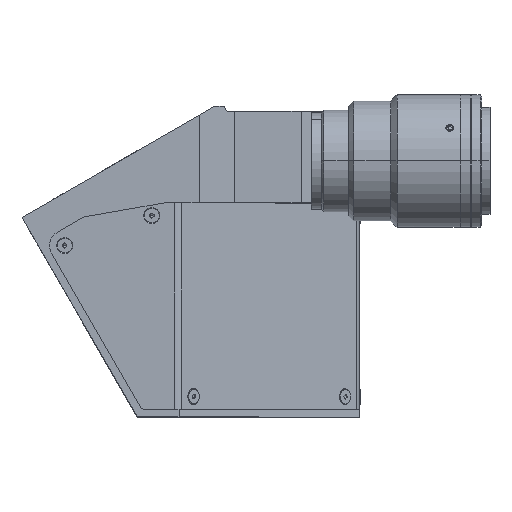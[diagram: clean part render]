
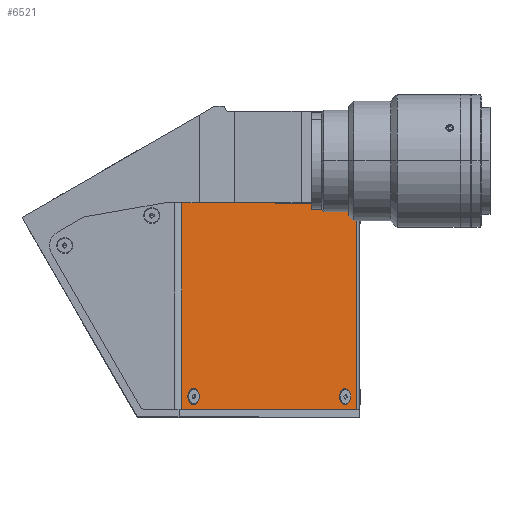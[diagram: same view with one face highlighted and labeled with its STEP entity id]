
A CAD part, top view. The second image highlights one B-rep face of the part: STEP entity #6521.
In plain terms, the highlighted planar face has unit normal (0.707, 0, 0.707).
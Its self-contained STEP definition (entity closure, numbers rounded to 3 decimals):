
#108 = CARTESIAN_POINT ( 'NONE',  ( -13.13, -44., 276.534 ) ) ;
#224 = DIRECTION ( 'NONE',  ( 0.707, 0., 0.707 ) ) ;
#533 = CARTESIAN_POINT ( 'NONE',  ( -13.13, -44., 276.534 ) ) ;
#536 = DIRECTION ( 'NONE',  ( 0.707, 0., -0.707 ) ) ;
#1181 = CARTESIAN_POINT ( 'NONE',  ( -10.903, -44., 274.307 ) ) ;
#1225 = VERTEX_POINT ( 'NONE', #1357 ) ;
#1302 = VECTOR ( 'NONE', #13530, 1000. ) ;
#1357 = CARTESIAN_POINT ( 'NONE',  ( -17.615, -49., 281.02 ) ) ;
#1383 = DIRECTION ( 'NONE',  ( 0., 1., 0. ) ) ;
#1641 = LINE ( 'NONE', #9473, #10501 ) ;
#1704 = DIRECTION ( 'NONE',  ( 0.707, 0., 0.707 ) ) ;
#1912 = EDGE_CURVE ( 'NONE', #12874, #8869, #13460, .T. ) ;
#2023 = AXIS2_PLACEMENT_3D ( 'NONE', #108, #5606, #3632 ) ;
#2762 = CIRCLE ( 'NONE', #9751, 3.15 ) ;
#3068 = VECTOR ( 'NONE', #1383, 1000. ) ;
#3070 = DIRECTION ( 'NONE',  ( 0.707, 0., -0.707 ) ) ;
#3307 = EDGE_CURVE ( 'NONE', #8539, #8869, #1641, .T. ) ;
#3632 = DIRECTION ( 'NONE',  ( 0.707, 0., -0.707 ) ) ;
#3910 = EDGE_CURVE ( 'NONE', #4142, #8962, #6411, .T. ) ;
#4142 = VERTEX_POINT ( 'NONE', #14293 ) ;
#4163 = EDGE_LOOP ( 'NONE', ( #10175, #7909 ) ) ;
#4242 = CARTESIAN_POINT ( 'NONE',  ( 52., -49., 211.404 ) ) ;
#4701 = CARTESIAN_POINT ( 'NONE',  ( 50.828, -49., 212.576 ) ) ;
#4856 = ORIENTED_EDGE ( 'NONE', *, *, #1912, .T. ) ;
#5299 = AXIS2_PLACEMENT_3D ( 'NONE', #6504, #13093, #13018 ) ;
#5606 = DIRECTION ( 'NONE',  ( 0.707, 0., 0.707 ) ) ;
#5680 = CARTESIAN_POINT ( 'NONE',  ( -15.357, -44., 278.762 ) ) ;
#6388 = VERTEX_POINT ( 'NONE', #1181 ) ;
#6411 = CIRCLE ( 'NONE', #7563, 3.15 ) ;
#6504 = CARTESIAN_POINT ( 'NONE',  ( 46.343, -44., 217.061 ) ) ;
#6521 = ADVANCED_FACE ( 'NONE', ( #9448, #9374, #13833 ), #10686, .F. ) ;
#7134 = EDGE_LOOP ( 'NONE', ( #13263, #8213 ) ) ;
#7377 = AXIS2_PLACEMENT_3D ( 'NONE', #8499, #14049, #11855 ) ;
#7563 = AXIS2_PLACEMENT_3D ( 'NONE', #10247, #224, #11410 ) ;
#7630 = CIRCLE ( 'NONE', #2023, 3.15 ) ;
#7909 = ORIENTED_EDGE ( 'NONE', *, *, #3910, .F. ) ;
#7965 = EDGE_CURVE ( 'NONE', #8539, #1225, #11321, .T. ) ;
#8213 = ORIENTED_EDGE ( 'NONE', *, *, #12443, .F. ) ;
#8224 = ORIENTED_EDGE ( 'NONE', *, *, #3307, .F. ) ;
#8269 = EDGE_CURVE ( 'NONE', #8962, #4142, #11600, .T. ) ;
#8297 = CARTESIAN_POINT ( 'NONE',  ( 50.828, 32., 212.576 ) ) ;
#8299 = EDGE_CURVE ( 'NONE', #1225, #12874, #8558, .T. ) ;
#8370 = VERTEX_POINT ( 'NONE', #5680 ) ;
#8499 = CARTESIAN_POINT ( 'NONE',  ( 52., 32., 211.404 ) ) ;
#8539 = VERTEX_POINT ( 'NONE', #10514 ) ;
#8558 = LINE ( 'NONE', #4242, #12776 ) ;
#8869 = VERTEX_POINT ( 'NONE', #8297 ) ;
#8871 = EDGE_CURVE ( 'NONE', #6388, #8370, #2762, .T. ) ;
#8962 = VERTEX_POINT ( 'NONE', #11514 ) ;
#9374 = FACE_BOUND ( 'NONE', #4163, .T. ) ;
#9448 = FACE_BOUND ( 'NONE', #7134, .T. ) ;
#9473 = CARTESIAN_POINT ( 'NONE',  ( 52., 32., 211.404 ) ) ;
#9751 = AXIS2_PLACEMENT_3D ( 'NONE', #533, #1704, #12753 ) ;
#10175 = ORIENTED_EDGE ( 'NONE', *, *, #8269, .F. ) ;
#10243 = CARTESIAN_POINT ( 'NONE',  ( 50.828, 32., 212.576 ) ) ;
#10247 = CARTESIAN_POINT ( 'NONE',  ( 46.343, -44., 217.061 ) ) ;
#10501 = VECTOR ( 'NONE', #536, 1000. ) ;
#10514 = CARTESIAN_POINT ( 'NONE',  ( -17.615, 32., 281.02 ) ) ;
#10686 = PLANE ( 'NONE',  #7377 ) ;
#11212 = EDGE_LOOP ( 'NONE', ( #13237, #4856, #8224, #11823 ) ) ;
#11321 = LINE ( 'NONE', #12276, #1302 ) ;
#11410 = DIRECTION ( 'NONE',  ( 0.707, 0., -0.707 ) ) ;
#11514 = CARTESIAN_POINT ( 'NONE',  ( 48.571, -44., 214.834 ) ) ;
#11600 = CIRCLE ( 'NONE', #5299, 3.15 ) ;
#11823 = ORIENTED_EDGE ( 'NONE', *, *, #7965, .T. ) ;
#11855 = DIRECTION ( 'NONE',  ( -0.707, 0., 0.707 ) ) ;
#12276 = CARTESIAN_POINT ( 'NONE',  ( -17.615, 32., 281.02 ) ) ;
#12443 = EDGE_CURVE ( 'NONE', #8370, #6388, #7630, .T. ) ;
#12753 = DIRECTION ( 'NONE',  ( 0.707, 0., -0.707 ) ) ;
#12776 = VECTOR ( 'NONE', #3070, 1000. ) ;
#12874 = VERTEX_POINT ( 'NONE', #4701 ) ;
#13018 = DIRECTION ( 'NONE',  ( 0.707, 0., -0.707 ) ) ;
#13093 = DIRECTION ( 'NONE',  ( 0.707, 0., 0.707 ) ) ;
#13237 = ORIENTED_EDGE ( 'NONE', *, *, #8299, .T. ) ;
#13263 = ORIENTED_EDGE ( 'NONE', *, *, #8871, .F. ) ;
#13460 = LINE ( 'NONE', #10243, #3068 ) ;
#13530 = DIRECTION ( 'NONE',  ( 0., -1., 0. ) ) ;
#13833 = FACE_OUTER_BOUND ( 'NONE', #11212, .T. ) ;
#14049 = DIRECTION ( 'NONE',  ( -0.707, 0., -0.707 ) ) ;
#14293 = CARTESIAN_POINT ( 'NONE',  ( 44.116, -44., 219.289 ) ) ;
